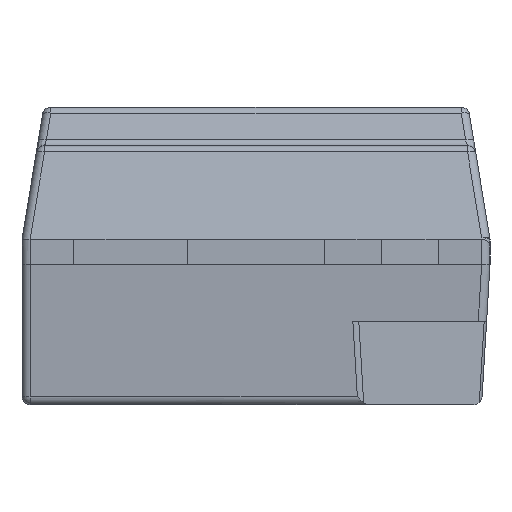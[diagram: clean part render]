
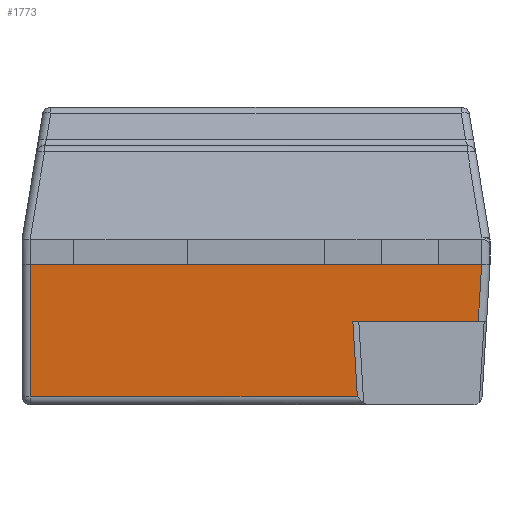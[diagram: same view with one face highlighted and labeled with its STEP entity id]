
A CAD part, left-side view. The second image highlights one B-rep face of the part: STEP entity #1773.
In plain terms, the highlighted planar face has unit normal (-0.998, 0, -0.059).
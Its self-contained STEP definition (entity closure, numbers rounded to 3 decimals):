
#218=FACE_OUTER_BOUND('',#338,.T.);
#338=EDGE_LOOP('',(#1297,#1298,#1299,#1300,#1301,#1302,#1303));
#484=LINE('',#2803,#647);
#486=LINE('',#2810,#649);
#495=LINE('',#2828,#658);
#497=LINE('',#2836,#660);
#498=LINE('',#2838,#661);
#499=LINE('',#2840,#662);
#500=LINE('',#2841,#663);
#647=VECTOR('',#2205,10.);
#649=VECTOR('',#2211,10.);
#658=VECTOR('',#2224,10.);
#660=VECTOR('',#2232,10.);
#661=VECTOR('',#2233,10.);
#662=VECTOR('',#2234,10.);
#663=VECTOR('',#2235,10.);
#792=VERTEX_POINT('',#2796);
#795=VERTEX_POINT('',#2801);
#798=VERTEX_POINT('',#2808);
#805=VERTEX_POINT('',#2827);
#808=VERTEX_POINT('',#2835);
#809=VERTEX_POINT('',#2837);
#810=VERTEX_POINT('',#2839);
#966=EDGE_CURVE('',#795,#792,#484,.T.);
#969=EDGE_CURVE('',#798,#795,#486,.T.);
#978=EDGE_CURVE('',#805,#792,#495,.T.);
#982=EDGE_CURVE('',#808,#798,#497,.T.);
#983=EDGE_CURVE('',#809,#808,#498,.T.);
#984=EDGE_CURVE('',#810,#809,#499,.T.);
#985=EDGE_CURVE('',#805,#810,#500,.T.);
#1297=ORIENTED_EDGE('',*,*,#966,.F.);
#1298=ORIENTED_EDGE('',*,*,#969,.F.);
#1299=ORIENTED_EDGE('',*,*,#982,.F.);
#1300=ORIENTED_EDGE('',*,*,#983,.F.);
#1301=ORIENTED_EDGE('',*,*,#984,.F.);
#1302=ORIENTED_EDGE('',*,*,#985,.F.);
#1303=ORIENTED_EDGE('',*,*,#978,.T.);
#1716=PLANE('',#1917);
#1773=ADVANCED_FACE('',(#218),#1716,.T.);
#1917=AXIS2_PLACEMENT_3D('',#2834,#2230,#2231);
#2205=DIRECTION('',(0.059,0.059,-0.996));
#2211=DIRECTION('',(0.,-1.,0.));
#2224=DIRECTION('',(0.,-1.,0.));
#2230=DIRECTION('center_axis',(-0.998,0.,-0.059));
#2231=DIRECTION('ref_axis',(-0.059,0.,0.998));
#2232=DIRECTION('',(0.,-1.,0.));
#2233=DIRECTION('',(-0.059,0.,0.998));
#2234=DIRECTION('',(0.,1.,0.));
#2235=DIRECTION('',(0.059,-0.059,-0.996));
#2796=CARTESIAN_POINT('',(-1.58,-1.33,-0.34));
#2801=CARTESIAN_POINT('',(-1.6,-1.35,0.));
#2803=CARTESIAN_POINT('',(-1.57,-1.32,-0.507));
#2808=CARTESIAN_POINT('',(-1.6,-1.35,0.));
#2810=CARTESIAN_POINT('',(-1.6,1.4,0.));
#2827=CARTESIAN_POINT('',(-1.58,-0.579,-0.34));
#2828=CARTESIAN_POINT('',(-1.58,-0.845,-0.34));
#2834=CARTESIAN_POINT('Origin',(-1.575,-0.7,-0.42));
#2835=CARTESIAN_POINT('',(-1.6,1.35,0.));
#2836=CARTESIAN_POINT('',(-1.6,1.4,0.));
#2837=CARTESIAN_POINT('',(-1.553,1.35,-0.793));
#2838=CARTESIAN_POINT('',(-1.588,1.35,-0.21));
#2839=CARTESIAN_POINT('',(-1.553,-0.606,-0.793));
#2840=CARTESIAN_POINT('',(-1.553,-0.35,-0.793));
#2841=CARTESIAN_POINT('',(-1.56,-0.6,-0.68));
